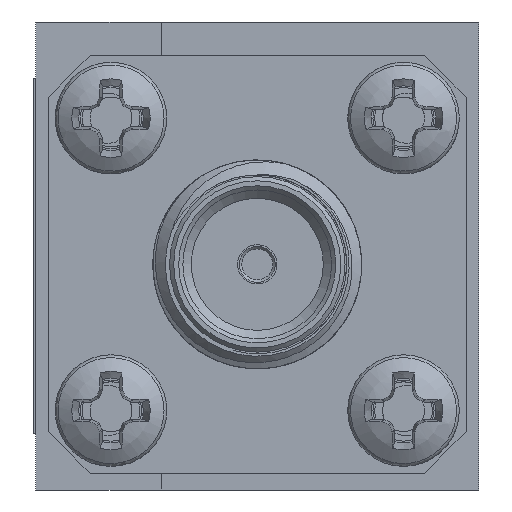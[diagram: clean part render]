
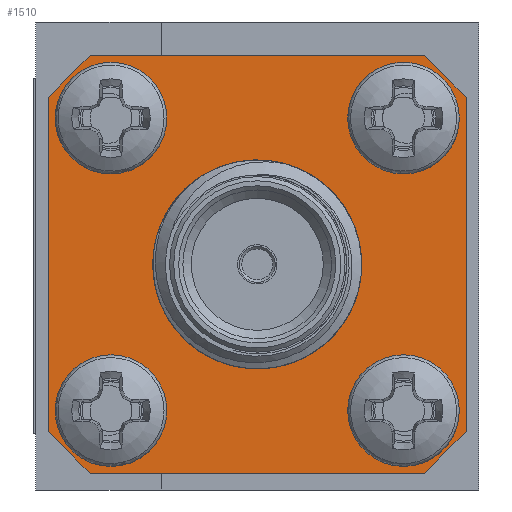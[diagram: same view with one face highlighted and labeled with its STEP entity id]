
A CAD part, left-side view. The second image highlights one B-rep face of the part: STEP entity #1510.
In plain terms, the highlighted planar face has unit normal (-1, 0, 0).
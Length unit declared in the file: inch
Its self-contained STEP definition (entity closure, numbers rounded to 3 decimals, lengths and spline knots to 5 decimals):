
#610 = FACE_BOUND ( 'NONE', #7887, .T. ) ;
#769 = VERTEX_POINT ( 'NONE', #5563 ) ;
#871 = ORIENTED_EDGE ( 'NONE', *, *, #4741, .F. ) ;
#907 = CIRCLE ( 'NONE', #23710, 0.05773 ) ;
#1030 = FACE_BOUND ( 'NONE', #21197, .T. ) ;
#1510 = ADVANCED_FACE ( 'NONE', ( #18116, #20649, #1030, #610, #11617, #16223 ), #7489, .F. ) ;
#1832 = EDGE_LOOP ( 'NONE', ( #2485 ) ) ;
#1996 = AXIS2_PLACEMENT_3D ( 'NONE', #4284, #19322, #4135 ) ;
#2193 = CARTESIAN_POINT ( 'NONE',  ( -1.57984, 0.11727, 0.165 ) ) ;
#2275 = VECTOR ( 'NONE', #14210, 39.37008 ) ;
#2341 = VERTEX_POINT ( 'NONE', #15941 ) ;
#2417 = EDGE_CURVE ( 'NONE', #21912, #14279, #12324, .T. ) ;
#2485 = ORIENTED_EDGE ( 'NONE', *, *, #26976, .F. ) ;
#3078 = DIRECTION ( 'NONE',  ( 0., 0.707, 0.707 ) ) ;
#3262 = DIRECTION ( 'NONE',  ( 0., 0., -1. ) ) ;
#3301 = VECTOR ( 'NONE', #5845, 39.37008 ) ;
#3671 = ORIENTED_EDGE ( 'NONE', *, *, #9006, .T. ) ;
#3735 = DIRECTION ( 'NONE',  ( 0., -1., 0. ) ) ;
#4053 = VERTEX_POINT ( 'NONE', #12788 ) ;
#4135 = DIRECTION ( 'NONE',  ( 0., -1., 0. ) ) ;
#4192 = VERTEX_POINT ( 'NONE', #10898 ) ;
#4284 = CARTESIAN_POINT ( 'NONE',  ( -1.57984, -0.175, -0.185 ) ) ;
#4741 = EDGE_CURVE ( 'NONE', #17407, #17407, #5670, .T. ) ;
#5211 = CARTESIAN_POINT ( 'NONE',  ( -1.57984, 0.2, -0.26 ) ) ;
#5240 = DIRECTION ( 'NONE',  ( 0., -0.707, -0.707 ) ) ;
#5301 = CARTESIAN_POINT ( 'NONE',  ( -1.57984, 0.175, 0.165 ) ) ;
#5378 = ORIENTED_EDGE ( 'NONE', *, *, #16571, .T. ) ;
#5490 = CARTESIAN_POINT ( 'NONE',  ( -1.57984, -0.2, 0.24 ) ) ;
#5563 = CARTESIAN_POINT ( 'NONE',  ( -1.57984, 0.25, -0.21 ) ) ;
#5670 = CIRCLE ( 'NONE', #6121, 0.05773 ) ;
#5705 = VECTOR ( 'NONE', #5240, 39.37008 ) ;
#5845 = DIRECTION ( 'NONE',  ( 0., 1., 0. ) ) ;
#5931 = EDGE_LOOP ( 'NONE', ( #26119 ) ) ;
#6004 = DIRECTION ( 'NONE',  ( 0., -1., 0. ) ) ;
#6121 = AXIS2_PLACEMENT_3D ( 'NONE', #5301, #25165, #16044 ) ;
#7011 = ORIENTED_EDGE ( 'NONE', *, *, #21892, .T. ) ;
#7239 = LINE ( 'NONE', #5490, #24714 ) ;
#7365 = LINE ( 'NONE', #16243, #2275 ) ;
#7489 = PLANE ( 'NONE',  #7888 ) ;
#7686 = EDGE_LOOP ( 'NONE', ( #27041, #23976, #3671, #20447, #5378, #7011, #15010, #10912 ) ) ;
#7821 = EDGE_CURVE ( 'NONE', #14815, #14815, #8891, .T. ) ;
#7887 = EDGE_LOOP ( 'NONE', ( #9274 ) ) ;
#7888 = AXIS2_PLACEMENT_3D ( 'NONE', #24924, #9754, #26795 ) ;
#8295 = CARTESIAN_POINT ( 'NONE',  ( -1.57984, -0.2, -0.26 ) ) ;
#8374 = VERTEX_POINT ( 'NONE', #15199 ) ;
#8456 = CARTESIAN_POINT ( 'NONE',  ( -1.57984, -0.25, -0.26 ) ) ;
#8891 = CIRCLE ( 'NONE', #1996, 0.05773 ) ;
#9006 = EDGE_CURVE ( 'NONE', #8374, #16481, #15168, .T. ) ;
#9053 = EDGE_CURVE ( 'NONE', #14279, #8374, #18602, .T. ) ;
#9274 = ORIENTED_EDGE ( 'NONE', *, *, #26619, .F. ) ;
#9462 = VERTEX_POINT ( 'NONE', #11805 ) ;
#9754 = DIRECTION ( 'NONE',  ( 1., 0., 0. ) ) ;
#9943 = CARTESIAN_POINT ( 'NONE',  ( -1.57984, 0.2, -0.26 ) ) ;
#10172 = CARTESIAN_POINT ( 'NONE',  ( -1.57984, -0.2, 0.24 ) ) ;
#10746 = EDGE_CURVE ( 'NONE', #9462, #769, #20586, .T. ) ;
#10898 = CARTESIAN_POINT ( 'NONE',  ( -1.57984, 0.11727, -0.185 ) ) ;
#10912 = ORIENTED_EDGE ( 'NONE', *, *, #14632, .T. ) ;
#10939 = CIRCLE ( 'NONE', #12318, 0.05773 ) ;
#11126 = AXIS2_PLACEMENT_3D ( 'NONE', #25452, #20765, #19046 ) ;
#11560 = VERTEX_POINT ( 'NONE', #10172 ) ;
#11617 = FACE_BOUND ( 'NONE', #1832, .T. ) ;
#11805 = CARTESIAN_POINT ( 'NONE',  ( -1.57984, 0.25, 0.19 ) ) ;
#12318 = AXIS2_PLACEMENT_3D ( 'NONE', #23867, #17484, #6004 ) ;
#12324 = LINE ( 'NONE', #27617, #20611 ) ;
#12788 = CARTESIAN_POINT ( 'NONE',  ( -1.57984, -0.23273, 0.165 ) ) ;
#13738 = CARTESIAN_POINT ( 'NONE',  ( -1.57984, 0.175, -0.185 ) ) ;
#13970 = LINE ( 'NONE', #9943, #5705 ) ;
#14210 = DIRECTION ( 'NONE',  ( 0., 0.707, -0.707 ) ) ;
#14279 = VERTEX_POINT ( 'NONE', #8295 ) ;
#14424 = CARTESIAN_POINT ( 'NONE',  ( -1.57984, -0.25, -0.21 ) ) ;
#14632 = EDGE_CURVE ( 'NONE', #769, #21912, #13970, .T. ) ;
#14815 = VERTEX_POINT ( 'NONE', #25954 ) ;
#15010 = ORIENTED_EDGE ( 'NONE', *, *, #10746, .T. ) ;
#15025 = DIRECTION ( 'NONE',  ( 0., 0., 1. ) ) ;
#15151 = CARTESIAN_POINT ( 'NONE',  ( -1.57984, -0.25, 0.19 ) ) ;
#15168 = LINE ( 'NONE', #8456, #21675 ) ;
#15199 = CARTESIAN_POINT ( 'NONE',  ( -1.57984, -0.25, -0.21 ) ) ;
#15608 = DIRECTION ( 'NONE',  ( -1., 0., 0. ) ) ;
#15737 = VECTOR ( 'NONE', #16740, 39.37008 ) ;
#15941 = CARTESIAN_POINT ( 'NONE',  ( -1.57984, 0.2, 0.24 ) ) ;
#16044 = DIRECTION ( 'NONE',  ( 0., -1., 0. ) ) ;
#16223 = FACE_BOUND ( 'NONE', #21816, .T. ) ;
#16243 = CARTESIAN_POINT ( 'NONE',  ( -1.57984, 0.25, 0.19 ) ) ;
#16481 = VERTEX_POINT ( 'NONE', #15151 ) ;
#16571 = EDGE_CURVE ( 'NONE', #11560, #2341, #27988, .T. ) ;
#16740 = DIRECTION ( 'NONE',  ( 0., -0.707, 0.707 ) ) ;
#16889 = CARTESIAN_POINT ( 'NONE',  ( -1.57984, -0.25, 0.24 ) ) ;
#17407 = VERTEX_POINT ( 'NONE', #2193 ) ;
#17484 = DIRECTION ( 'NONE',  ( -1., 0., 0. ) ) ;
#18116 = FACE_OUTER_BOUND ( 'NONE', #7686, .T. ) ;
#18207 = DIRECTION ( 'NONE',  ( 0., -1., 0. ) ) ;
#18463 = CARTESIAN_POINT ( 'NONE',  ( -1.57984, 0.25, -0.26 ) ) ;
#18602 = LINE ( 'NONE', #14424, #15737 ) ;
#19046 = DIRECTION ( 'NONE',  ( 0., 0., -1. ) ) ;
#19322 = DIRECTION ( 'NONE',  ( -1., 0., 0. ) ) ;
#19603 = EDGE_CURVE ( 'NONE', #22810, #22810, #19833, .T. ) ;
#19833 = CIRCLE ( 'NONE', #11126, 0.115 ) ;
#20447 = ORIENTED_EDGE ( 'NONE', *, *, #23831, .T. ) ;
#20586 = LINE ( 'NONE', #18463, #23051 ) ;
#20611 = VECTOR ( 'NONE', #3735, 39.37008 ) ;
#20649 = FACE_BOUND ( 'NONE', #5931, .T. ) ;
#20765 = DIRECTION ( 'NONE',  ( 1., 0., 0. ) ) ;
#21197 = EDGE_LOOP ( 'NONE', ( #23448 ) ) ;
#21675 = VECTOR ( 'NONE', #15025, 39.37008 ) ;
#21816 = EDGE_LOOP ( 'NONE', ( #871 ) ) ;
#21892 = EDGE_CURVE ( 'NONE', #2341, #9462, #7365, .T. ) ;
#21912 = VERTEX_POINT ( 'NONE', #5211 ) ;
#22810 = VERTEX_POINT ( 'NONE', #27247 ) ;
#23051 = VECTOR ( 'NONE', #3262, 39.37008 ) ;
#23448 = ORIENTED_EDGE ( 'NONE', *, *, #7821, .F. ) ;
#23710 = AXIS2_PLACEMENT_3D ( 'NONE', #13738, #15608, #18207 ) ;
#23831 = EDGE_CURVE ( 'NONE', #16481, #11560, #7239, .T. ) ;
#23867 = CARTESIAN_POINT ( 'NONE',  ( -1.57984, -0.175, 0.165 ) ) ;
#23976 = ORIENTED_EDGE ( 'NONE', *, *, #9053, .T. ) ;
#24714 = VECTOR ( 'NONE', #3078, 39.37008 ) ;
#24924 = CARTESIAN_POINT ( 'NONE',  ( -1.57984, 0., -0.01 ) ) ;
#25165 = DIRECTION ( 'NONE',  ( -1., 0., 0. ) ) ;
#25452 = CARTESIAN_POINT ( 'NONE',  ( -1.57984, 0., -0.01 ) ) ;
#25954 = CARTESIAN_POINT ( 'NONE',  ( -1.57984, -0.23273, -0.185 ) ) ;
#26119 = ORIENTED_EDGE ( 'NONE', *, *, #19603, .T. ) ;
#26619 = EDGE_CURVE ( 'NONE', #4053, #4053, #10939, .T. ) ;
#26795 = DIRECTION ( 'NONE',  ( 0., 1., 0. ) ) ;
#26976 = EDGE_CURVE ( 'NONE', #4192, #4192, #907, .T. ) ;
#27041 = ORIENTED_EDGE ( 'NONE', *, *, #2417, .T. ) ;
#27247 = CARTESIAN_POINT ( 'NONE',  ( -1.57984, 0., -0.125 ) ) ;
#27617 = CARTESIAN_POINT ( 'NONE',  ( -1.57984, -0.25, -0.26 ) ) ;
#27988 = LINE ( 'NONE', #16889, #3301 ) ;
